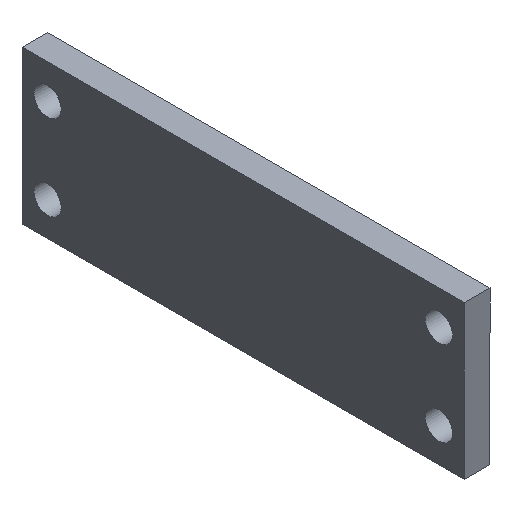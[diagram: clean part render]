
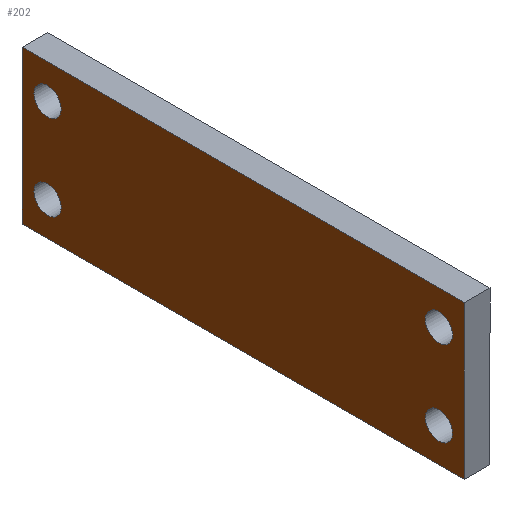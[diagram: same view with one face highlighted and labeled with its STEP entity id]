
A CAD part, isometric view. The second image highlights one B-rep face of the part: STEP entity #202.
In plain terms, the highlighted planar face has unit normal (-1, 0, 0).
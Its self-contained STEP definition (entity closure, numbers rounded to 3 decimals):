
#23=FACE_BOUND('',#63,.T.);
#24=FACE_BOUND('',#64,.T.);
#25=FACE_BOUND('',#65,.T.);
#26=FACE_BOUND('',#66,.T.);
#28=CIRCLE('',#223,1.6);
#30=CIRCLE('',#226,1.6);
#32=CIRCLE('',#229,1.6);
#34=CIRCLE('',#232,1.6);
#48=FACE_OUTER_BOUND('',#62,.T.);
#62=EDGE_LOOP('',(#179,#180,#181,#182));
#63=EDGE_LOOP('',(#183));
#64=EDGE_LOOP('',(#184));
#65=EDGE_LOOP('',(#185));
#66=EDGE_LOOP('',(#186));
#67=LINE('',#300,#83);
#71=LINE('',#308,#87);
#74=LINE('',#314,#90);
#81=LINE('',#343,#97);
#83=VECTOR('',#243,52.);
#87=VECTOR('',#249,18.);
#90=VECTOR('',#254,52.);
#97=VECTOR('',#287,18.);
#99=VERTEX_POINT('',#298);
#100=VERTEX_POINT('',#299);
#103=VERTEX_POINT('',#307);
#105=VERTEX_POINT('',#313);
#108=VERTEX_POINT('',#321);
#110=VERTEX_POINT('',#327);
#112=VERTEX_POINT('',#333);
#114=VERTEX_POINT('',#339);
#115=EDGE_CURVE('',#99,#100,#67,.T.);
#119=EDGE_CURVE('',#100,#103,#71,.T.);
#122=EDGE_CURVE('',#105,#103,#74,.T.);
#127=EDGE_CURVE('',#108,#108,#28,.T.);
#130=EDGE_CURVE('',#110,#110,#30,.T.);
#133=EDGE_CURVE('',#112,#112,#32,.T.);
#136=EDGE_CURVE('',#114,#114,#34,.T.);
#137=EDGE_CURVE('',#105,#99,#81,.T.);
#179=ORIENTED_EDGE('',*,*,#115,.F.);
#180=ORIENTED_EDGE('',*,*,#137,.F.);
#181=ORIENTED_EDGE('',*,*,#122,.T.);
#182=ORIENTED_EDGE('',*,*,#119,.F.);
#183=ORIENTED_EDGE('',*,*,#136,.T.);
#184=ORIENTED_EDGE('',*,*,#133,.T.);
#185=ORIENTED_EDGE('',*,*,#130,.T.);
#186=ORIENTED_EDGE('',*,*,#127,.T.);
#192=PLANE('',#235);
#202=ADVANCED_FACE('',(#48,#23,#24,#25,#26),#192,.F.);
#223=AXIS2_PLACEMENT_3D('',#323,#262,#263);
#226=AXIS2_PLACEMENT_3D('',#329,#269,#270);
#229=AXIS2_PLACEMENT_3D('',#335,#276,#277);
#232=AXIS2_PLACEMENT_3D('',#341,#283,#284);
#235=AXIS2_PLACEMENT_3D('',#346,#291,#292);
#243=DIRECTION('',(0.,1.,0.));
#249=DIRECTION('',(0.,0.,1.));
#254=DIRECTION('',(0.,1.,0.));
#262=DIRECTION('center_axis',(1.,0.,0.));
#263=DIRECTION('ref_axis',(0.,0.,
-1.));
#269=DIRECTION('center_axis',(1.,0.,0.));
#270=DIRECTION('ref_axis',(0.,0.,
-1.));
#276=DIRECTION('center_axis',(1.,0.,0.));
#277=DIRECTION('ref_axis',(0.,0.,
-1.));
#283=DIRECTION('center_axis',(1.,0.,0.));
#284=DIRECTION('ref_axis',(0.,0.,
-1.));
#287=DIRECTION('',(0.,0.,-1.));
#291=DIRECTION('center_axis',(1.,0.,0.));
#292=DIRECTION('ref_axis',(0.,0.,
-1.));
#298=CARTESIAN_POINT('',(-1.5,-26.,0.));
#299=CARTESIAN_POINT('',(-1.5,26.,0.));
#300=CARTESIAN_POINT('',(-1.5,-26.,0.));
#307=CARTESIAN_POINT('',(-1.5,26.,18.));
#308=CARTESIAN_POINT('',(-1.5,26.,0.));
#313=CARTESIAN_POINT('',(-1.5,-26.,18.));
#314=CARTESIAN_POINT('',(-1.5,-26.,18.));
#321=CARTESIAN_POINT('',(-1.5,23.,2.4));
#323=CARTESIAN_POINT('Origin',(-1.5,23.,4.));
#327=CARTESIAN_POINT('',(-1.5,23.,12.4));
#329=CARTESIAN_POINT('Origin',(-1.5,23.,14.));
#333=CARTESIAN_POINT('',(-1.5,-23.,2.4));
#335=CARTESIAN_POINT('Origin',(-1.5,-23.,4.));
#339=CARTESIAN_POINT('',(-1.5,-23.,12.4));
#341=CARTESIAN_POINT('Origin',(-1.5,-23.,14.));
#343=CARTESIAN_POINT('',(-1.5,-26.,18.));
#346=CARTESIAN_POINT('Origin',(-1.5,49.,197.));
